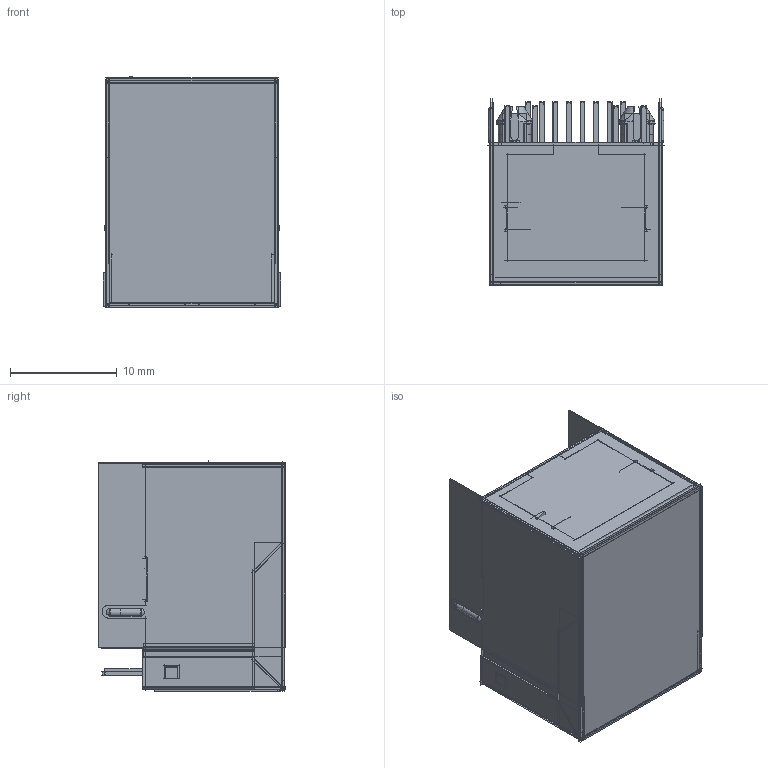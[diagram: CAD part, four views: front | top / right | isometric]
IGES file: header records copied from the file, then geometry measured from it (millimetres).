
Start section:  PTC IGES file: DGKYD111B002CA2A4D.igs
Global section: file name: DGKYD111B002CA2A4D.igs; native system: Creo Parametric by PTC Inc.; preprocessor: 2018400; author: Administrator; organization: Unknown; date: 20211213.161044; units: millimetre
Bounding box: 16.58 x 17.53 x 21.7 mm (x, y, z)
Surface area: 30994.9 mm2 (no closed solid volume)
Topology: 0 solids, 0 shells, 2318 faces, 36048 edges, 46633 vertices
Faces by surface type: bspline 1906, revolution 316, extrusion 96
